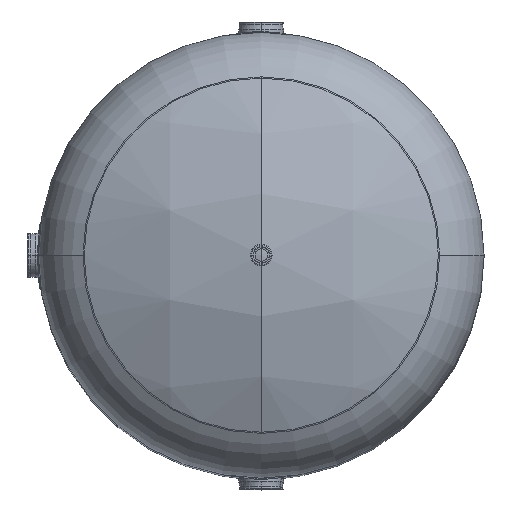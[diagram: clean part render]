
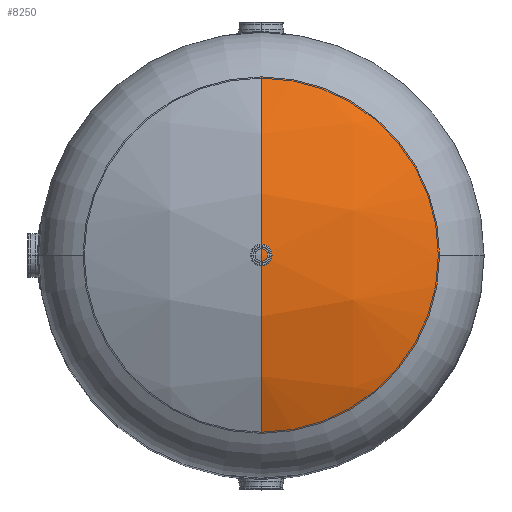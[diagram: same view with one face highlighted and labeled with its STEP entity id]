
A CAD part, top view. The second image highlights one B-rep face of the part: STEP entity #8250.
In plain terms, the highlighted spherical face has radius 685.8 mm.
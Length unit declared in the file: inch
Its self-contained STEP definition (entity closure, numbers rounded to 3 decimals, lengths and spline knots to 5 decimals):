
#873 = CARTESIAN_POINT ( 'NONE',  ( 0., 6.24932, 12. ) ) ;
#965 = DIRECTION ( 'NONE',  ( 0., -1., 0. ) ) ;
#1305 = DIRECTION ( 'NONE',  ( 0., 0., -1. ) ) ;
#1361 = DIRECTION ( 'NONE',  ( 0., 0., -1. ) ) ;
#1362 = EDGE_LOOP ( 'NONE', ( #4027, #13757, #11871, #9360 ) ) ;
#2378 = FACE_OUTER_BOUND ( 'NONE', #1362, .T. ) ;
#2944 = AXIS2_PLACEMENT_3D ( 'NONE', #10714, #13479, #1305 ) ;
#3073 = SPHERICAL_SURFACE ( 'NONE', #14402, 27. ) ;
#3492 = EDGE_CURVE ( 'NONE', #8642, #5223, #18152, .T. ) ;
#4027 = ORIENTED_EDGE ( 'NONE', *, *, #15350, .F. ) ;
#4082 = AXIS2_PLACEMENT_3D ( 'NONE', #16398, #965, #1361 ) ;
#4394 = CARTESIAN_POINT ( 'NONE',  ( 12., 6.24932, 0. ) ) ;
#5223 = VERTEX_POINT ( 'NONE', #5757 ) ;
#5757 = CARTESIAN_POINT ( 'NONE',  ( -12., 6.24932, 0. ) ) ;
#6538 = EDGE_CURVE ( 'NONE', #13968, #5223, #12638, .T. ) ;
#7032 = CARTESIAN_POINT ( 'NONE',  ( 0., 9.06254, 0. ) ) ;
#7044 = CARTESIAN_POINT ( 'NONE',  ( 0., -17.93746, 0. ) ) ;
#7341 = DIRECTION ( 'NONE',  ( 1., 0., 0. ) ) ;
#7378 = EDGE_CURVE ( 'NONE', #12472, #13968, #11477, .T. ) ;
#8250 = ADVANCED_FACE ( 'NONE', ( #2378 ), #3073, .T. ) ;
#8642 = VERTEX_POINT ( 'NONE', #7032 ) ;
#9360 = ORIENTED_EDGE ( 'NONE', *, *, #7378, .F. ) ;
#10714 = CARTESIAN_POINT ( 'NONE',  ( 0., 6.24932, 0. ) ) ;
#11449 = DIRECTION ( 'NONE',  ( 1., 0., 0. ) ) ;
#11477 = CIRCLE ( 'NONE', #2944, 12. ) ;
#11536 = AXIS2_PLACEMENT_3D ( 'NONE', #7044, #13458, #16023 ) ;
#11871 = ORIENTED_EDGE ( 'NONE', *, *, #6538, .F. ) ;
#12472 = VERTEX_POINT ( 'NONE', #4394 ) ;
#12638 = CIRCLE ( 'NONE', #4082, 12. ) ;
#13103 = CIRCLE ( 'NONE', #11536, 27. ) ;
#13458 = DIRECTION ( 'NONE',  ( 0., 0., -1. ) ) ;
#13459 = CARTESIAN_POINT ( 'NONE',  ( 0., -17.93746, 0. ) ) ;
#13479 = DIRECTION ( 'NONE',  ( 0., -1., 0. ) ) ;
#13757 = ORIENTED_EDGE ( 'NONE', *, *, #3492, .T. ) ;
#13968 = VERTEX_POINT ( 'NONE', #873 ) ;
#14402 = AXIS2_PLACEMENT_3D ( 'NONE', #13459, #15132, #7341 ) ;
#15132 = DIRECTION ( 'NONE',  ( 0., 0., 1. ) ) ;
#15350 = EDGE_CURVE ( 'NONE', #8642, #12472, #13103, .T. ) ;
#16023 = DIRECTION ( 'NONE',  ( -1., 0., 0. ) ) ;
#16077 = DIRECTION ( 'NONE',  ( 0., 0., 1. ) ) ;
#16398 = CARTESIAN_POINT ( 'NONE',  ( 0., 6.24932, 0. ) ) ;
#17370 = CARTESIAN_POINT ( 'NONE',  ( 0., -17.93746, 0. ) ) ;
#17816 = AXIS2_PLACEMENT_3D ( 'NONE', #17370, #16077, #11449 ) ;
#18152 = CIRCLE ( 'NONE', #17816, 27. ) ;
